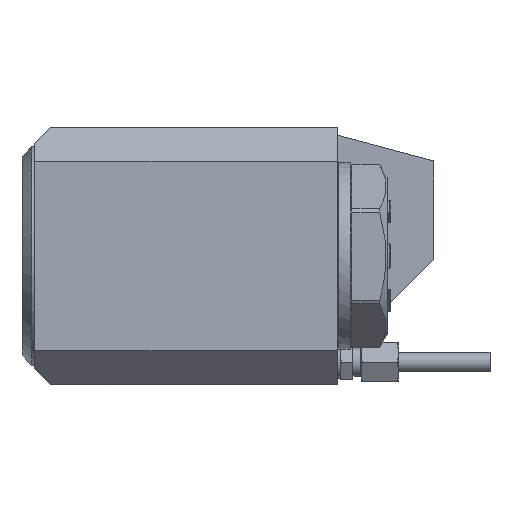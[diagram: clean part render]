
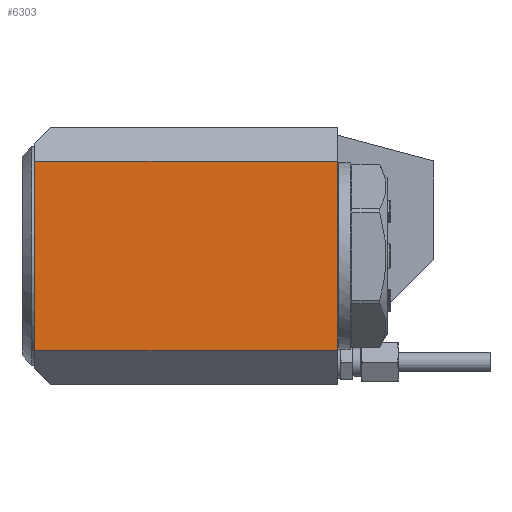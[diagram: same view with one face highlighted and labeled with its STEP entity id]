
A CAD part, left-side view. The second image highlights one B-rep face of the part: STEP entity #6303.
In plain terms, the highlighted planar face has unit normal (-1, 0, 0).
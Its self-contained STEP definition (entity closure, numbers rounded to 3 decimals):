
#351=LINE('',#9870,#909);
#366=LINE('',#9910,#924);
#368=LINE('',#9914,#926);
#369=LINE('',#9916,#927);
#909=VECTOR('',#7636,1000.);
#924=VECTOR('',#7677,1000.);
#926=VECTOR('',#7681,1000.);
#927=VECTOR('',#7682,1000.);
#1415=PLANE('',#6762);
#2058=ORIENTED_EDGE('',*,*,#3682,.T.);
#2059=ORIENTED_EDGE('',*,*,#3661,.F.);
#2060=ORIENTED_EDGE('',*,*,#3680,.T.);
#2061=ORIENTED_EDGE('',*,*,#3683,.T.);
#3661=EDGE_CURVE('',#4522,#4523,#351,.F.);
#3680=EDGE_CURVE('',#4522,#4535,#366,.T.);
#3682=EDGE_CURVE('',#4536,#4523,#368,.T.);
#3683=EDGE_CURVE('',#4535,#4536,#369,.T.);
#4522=VERTEX_POINT('',#9869);
#4523=VERTEX_POINT('',#9871);
#4535=VERTEX_POINT('',#9911);
#4536=VERTEX_POINT('',#9915);
#5316=EDGE_LOOP('',(#2058,#2059,#2060,#2061));
#5772=FACE_BOUND('',#5316,.T.);
#6303=ADVANCED_FACE('',(#5772),#1415,.F.);
#6762=AXIS2_PLACEMENT_3D('',#9913,#7679,#7680);
#7636=DIRECTION('',(0.,0.,1.));
#7677=DIRECTION('',(0.,1.,0.));
#7679=DIRECTION('',(1.,0.,0.));
#7680=DIRECTION('',(0.,0.,-1.));
#7681=DIRECTION('',(0.,-1.,0.));
#7682=DIRECTION('',(0.,0.,-1.));
#9869=CARTESIAN_POINT('',(-167.,-49.,29.5));
#9870=CARTESIAN_POINT('',(-167.,-49.,40.));
#9871=CARTESIAN_POINT('',(-167.,-49.,-29.5));
#9910=CARTESIAN_POINT('',(-167.,40.,29.5));
#9911=CARTESIAN_POINT('',(-167.,45.,29.5));
#9913=CARTESIAN_POINT('',(-167.,45.,40.));
#9914=CARTESIAN_POINT('',(-167.,45.,-29.5));
#9915=CARTESIAN_POINT('',(-167.,45.,-29.5));
#9916=CARTESIAN_POINT('',(-167.,45.,40.));
